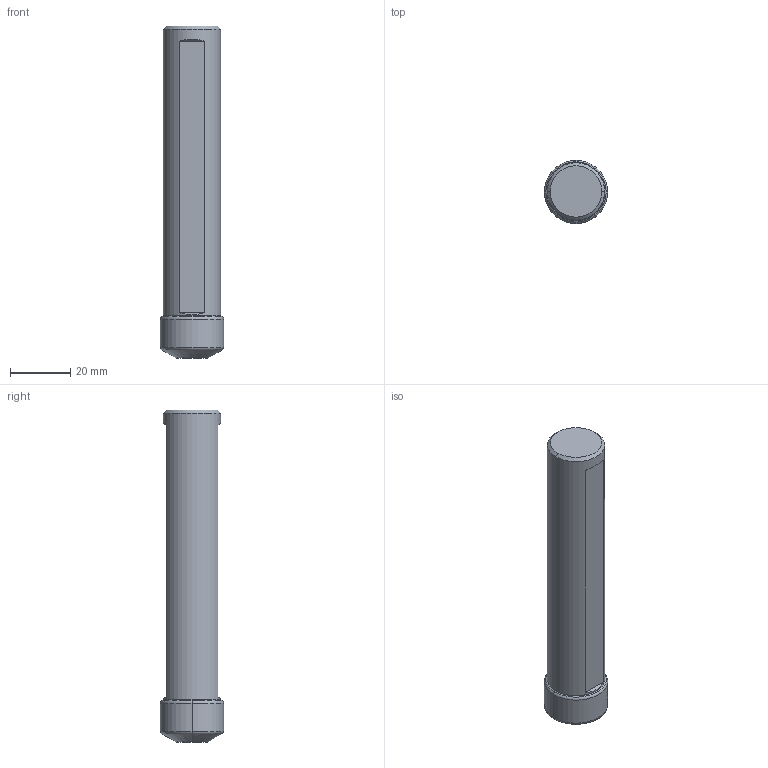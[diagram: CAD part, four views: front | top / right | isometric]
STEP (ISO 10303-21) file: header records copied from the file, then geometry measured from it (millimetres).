
FILE_DESCRIPTION(/* description */ (''),/* implementation_level */ '2;1');
FILE_NAME(/* name */ '1586152089641.stp',/* time_stamp */ '2020-04-06T11:18:38+06:00',/* author */ (''),/* organization */ ('SMS'),/* preprocessor_version */ 'ST-DEVELOPER v16.7',/* originating_system */ 'SIEMENS PLM Software NX 12.0',/* authorisation */ '');
FILE_SCHEMA (('AUTOMOTIVE_DESIGN { 1 0 10303 214 3 1 1 1 }'));
Length unit declared in the file: millimetre
Products named in the file (1): 202042251mod000_00
Bounding box: 21 x 21 x 110 mm (x, y, z)
Volume: 29846.4 mm3; surface area: 7649.3 mm2
Topology: 1 solids, 1 shells, 26 faces, 51 edges, 34 vertices
Faces by surface type: plane 10, torus 6, cone 6, cylinder 4
Full cylindrical faces by diameter (mm): 6 x1, 19.05 x1
Entity records: 785 total; most frequent: DIRECTION 140, CARTESIAN_POINT 137, ORIENTED_EDGE 110, AXIS2_PLACEMENT_3D 59, EDGE_CURVE 55, VERTEX_POINT 37, EDGE_LOOP 32, CIRCLE 29
